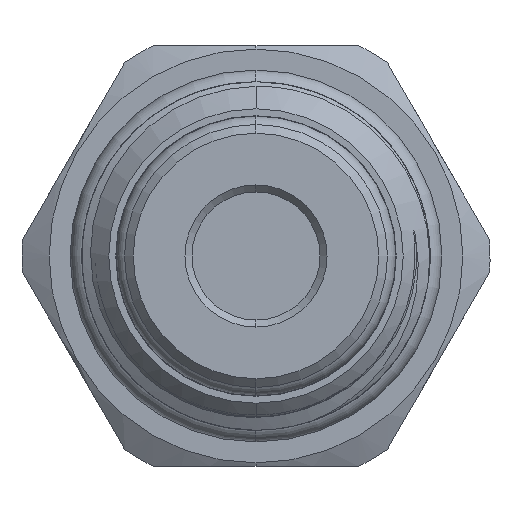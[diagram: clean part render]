
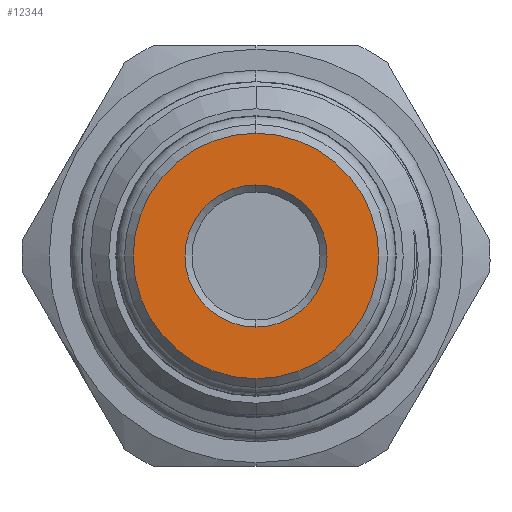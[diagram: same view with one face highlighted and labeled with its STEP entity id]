
A CAD part, left-side view. The second image highlights one B-rep face of the part: STEP entity #12344.
In plain terms, the highlighted planar face has unit normal (-1, 0, 0).
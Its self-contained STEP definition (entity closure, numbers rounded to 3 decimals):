
#556 = DIRECTION ( 'NONE',  ( 0., 0., 1. ) ) ;
#679 = FACE_OUTER_BOUND ( 'NONE', #2168, .T. ) ;
#943 = VERTEX_POINT ( 'NONE', #11866 ) ;
#1384 = ORIENTED_EDGE ( 'NONE', *, *, #8611, .T. ) ;
#1931 = ORIENTED_EDGE ( 'NONE', *, *, #9124, .T. ) ;
#1984 = CARTESIAN_POINT ( 'NONE',  ( -63.454, 7., 0. ) ) ;
#2040 = CARTESIAN_POINT ( 'NONE',  ( -63.454, 0., -4.05 ) ) ;
#2168 = EDGE_LOOP ( 'NONE', ( #3369, #9789 ) ) ;
#2357 = DIRECTION ( 'NONE',  ( 1., 0., 0. ) ) ;
#2410 = CARTESIAN_POINT ( 'NONE',  ( -63.454, 0., 0. ) ) ;
#3197 = VERTEX_POINT ( 'NONE', #2040 ) ;
#3369 = ORIENTED_EDGE ( 'NONE', *, *, #11115, .T. ) ;
#3545 = CARTESIAN_POINT ( 'NONE',  ( -63.454, 0., 0. ) ) ;
#3574 = AXIS2_PLACEMENT_3D ( 'NONE', #2410, #12171, #9218 ) ;
#4271 = CIRCLE ( 'NONE', #3574, 7. ) ;
#4293 = DIRECTION ( 'NONE',  ( 0., 0., 1. ) ) ;
#4383 = DIRECTION ( 'NONE',  ( -1., 0., 0. ) ) ;
#4799 = DIRECTION ( 'NONE',  ( -1., 0., 0. ) ) ;
#5245 = DIRECTION ( 'NONE',  ( 0., 0., 1. ) ) ;
#5736 = PLANE ( 'NONE',  #6638 ) ;
#6382 = DIRECTION ( 'NONE',  ( 1., 0., 0. ) ) ;
#6638 = AXIS2_PLACEMENT_3D ( 'NONE', #1984, #4799, #11633 ) ;
#7549 = CIRCLE ( 'NONE', #12014, 4.05 ) ;
#7779 = CARTESIAN_POINT ( 'NONE',  ( -63.454, 0., 4.05 ) ) ;
#7841 = CIRCLE ( 'NONE', #7908, 4.05 ) ;
#7908 = AXIS2_PLACEMENT_3D ( 'NONE', #10266, #2357, #5245 ) ;
#8380 = AXIS2_PLACEMENT_3D ( 'NONE', #11193, #4383, #4293 ) ;
#8611 = EDGE_CURVE ( 'NONE', #10488, #3197, #7549, .T. ) ;
#8899 = CARTESIAN_POINT ( 'NONE',  ( -63.454, 0., -7. ) ) ;
#9094 = EDGE_CURVE ( 'NONE', #943, #11976, #11458, .T. ) ;
#9124 = EDGE_CURVE ( 'NONE', #3197, #10488, #7841, .T. ) ;
#9218 = DIRECTION ( 'NONE',  ( 0., 0., 1. ) ) ;
#9789 = ORIENTED_EDGE ( 'NONE', *, *, #9094, .T. ) ;
#10266 = CARTESIAN_POINT ( 'NONE',  ( -63.454, 0., 0. ) ) ;
#10488 = VERTEX_POINT ( 'NONE', #7779 ) ;
#11115 = EDGE_CURVE ( 'NONE', #11976, #943, #4271, .T. ) ;
#11193 = CARTESIAN_POINT ( 'NONE',  ( -63.454, 0., 0. ) ) ;
#11458 = CIRCLE ( 'NONE', #8380, 7. ) ;
#11633 = DIRECTION ( 'NONE',  ( 0., 0., 1. ) ) ;
#11659 = FACE_BOUND ( 'NONE', #12085, .T. ) ;
#11866 = CARTESIAN_POINT ( 'NONE',  ( -63.454, 0., 7. ) ) ;
#11976 = VERTEX_POINT ( 'NONE', #8899 ) ;
#12014 = AXIS2_PLACEMENT_3D ( 'NONE', #3545, #6382, #556 ) ;
#12085 = EDGE_LOOP ( 'NONE', ( #1384, #1931 ) ) ;
#12171 = DIRECTION ( 'NONE',  ( -1., 0., 0. ) ) ;
#12344 = ADVANCED_FACE ( 'NONE', ( #11659, #679 ), #5736, .T. ) ;
